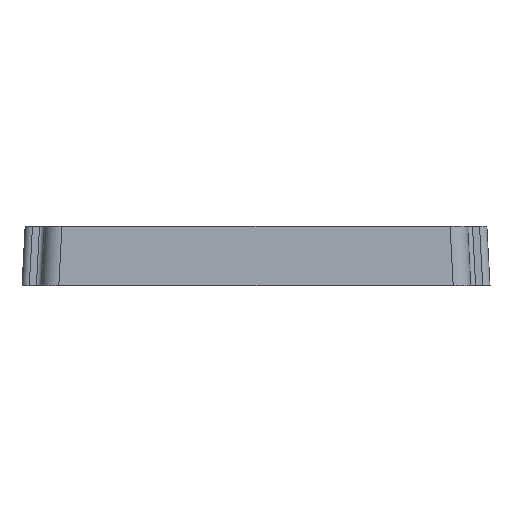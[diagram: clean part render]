
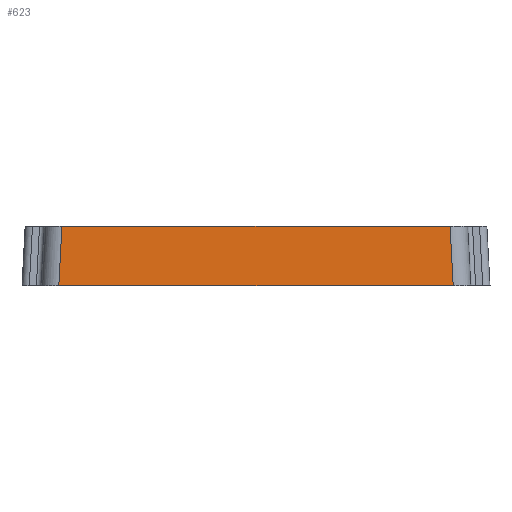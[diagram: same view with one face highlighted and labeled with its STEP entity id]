
A CAD part, front view. The second image highlights one B-rep face of the part: STEP entity #623.
In plain terms, the highlighted planar face has unit normal (0, -0.999, 0.052).
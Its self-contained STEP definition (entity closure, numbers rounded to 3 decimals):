
#20 = LINE ( 'NONE', #363, #1129 ) ;
#36 = EDGE_CURVE ( 'NONE', #668, #940, #489, .T. ) ;
#50 = ORIENTED_EDGE ( 'NONE', *, *, #1145, .T. ) ;
#120 = FACE_OUTER_BOUND ( 'NONE', #243, .T. ) ;
#174 = VECTOR ( 'NONE', #275, 1000. ) ;
#179 = LINE ( 'NONE', #282, #174 ) ;
#187 = EDGE_CURVE ( 'NONE', #668, #323, #298, .T. ) ;
#243 = EDGE_LOOP ( 'NONE', ( #636, #644, #50, #661 ) ) ;
#275 = DIRECTION ( 'NONE',  ( -0.052, -0.052, -0.997 ) ) ;
#282 = CARTESIAN_POINT ( 'NONE',  ( -18.696, -21.179, 3.388 ) ) ;
#283 = VECTOR ( 'NONE', #1054, 1000. ) ;
#298 = LINE ( 'NONE', #1081, #283 ) ;
#323 = VERTEX_POINT ( 'NONE', #752 ) ;
#362 = DIRECTION ( 'NONE',  ( -1., 0., 0. ) ) ;
#363 = CARTESIAN_POINT ( 'NONE',  ( 20.257, -21.037, 6.1 ) ) ;
#467 = CARTESIAN_POINT ( 'NONE',  ( 21.212, -21.037, 6.1 ) ) ;
#472 = VECTOR ( 'NONE', #1150, 1000. ) ;
#488 = EDGE_CURVE ( 'NONE', #722, #323, #179, .T. ) ;
#489 = LINE ( 'NONE', #1013, #472 ) ;
#573 = CARTESIAN_POINT ( 'NONE',  ( -18.554, -21.037, 6.1 ) ) ;
#623 = ADVANCED_FACE ( 'NONE', ( #120 ), #829, .T. ) ;
#636 = ORIENTED_EDGE ( 'NONE', *, *, #187, .F. ) ;
#644 = ORIENTED_EDGE ( 'NONE', *, *, #36, .T. ) ;
#661 = ORIENTED_EDGE ( 'NONE', *, *, #488, .T. ) ;
#667 = CARTESIAN_POINT ( 'NONE',  ( 21.532, -21.357, 0. ) ) ;
#668 = VERTEX_POINT ( 'NONE', #667 ) ;
#722 = VERTEX_POINT ( 'NONE', #573 ) ;
#752 = CARTESIAN_POINT ( 'NONE',  ( -18.874, -21.357, 0. ) ) ;
#818 = DIRECTION ( 'NONE',  ( -1., 0., 0. ) ) ;
#822 = DIRECTION ( 'NONE',  ( 0., -0.999, 0.052 ) ) ;
#829 = PLANE ( 'NONE',  #1128 ) ;
#838 = CARTESIAN_POINT ( 'NONE',  ( 20.262, -21.286, 1.352 ) ) ;
#940 = VERTEX_POINT ( 'NONE', #467 ) ;
#1013 = CARTESIAN_POINT ( 'NONE',  ( 21.458, -21.283, 1.415 ) ) ;
#1054 = DIRECTION ( 'NONE',  ( -1., 0., 0. ) ) ;
#1081 = CARTESIAN_POINT ( 'NONE',  ( 20.257, -21.357, 0. ) ) ;
#1128 = AXIS2_PLACEMENT_3D ( 'NONE', #838, #822, #818 ) ;
#1129 = VECTOR ( 'NONE', #362, 1000. ) ;
#1145 = EDGE_CURVE ( 'NONE', #940, #722, #20, .T. ) ;
#1150 = DIRECTION ( 'NONE',  ( -0.052, 0.052, 0.997 ) ) ;
